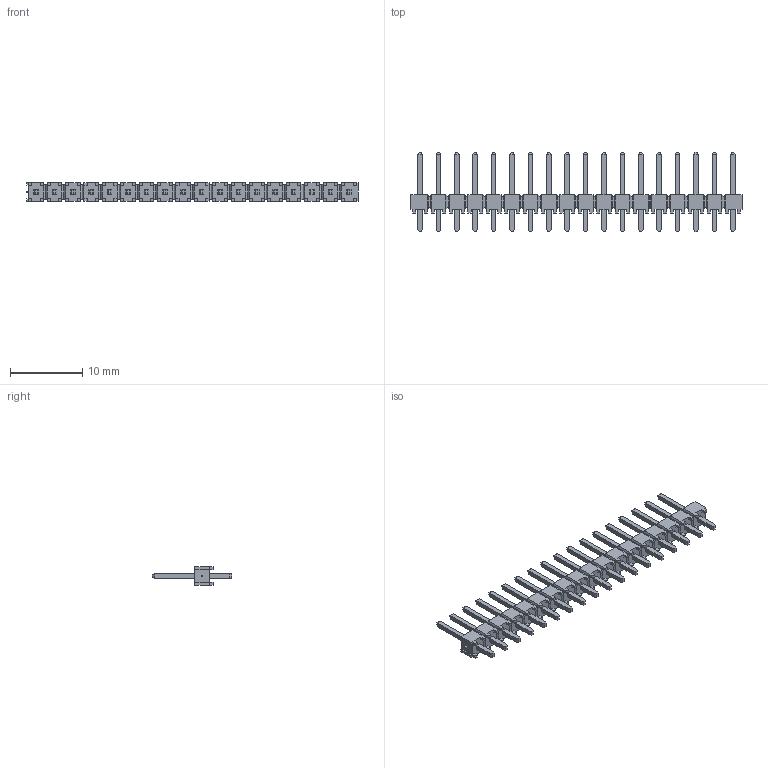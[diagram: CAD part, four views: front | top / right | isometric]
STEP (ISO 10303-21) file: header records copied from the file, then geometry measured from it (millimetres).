
FILE_DESCRIPTION (( 'STEP AP214' ), '1' );
FILE_NAME ('TSW-118-07-G-S.STEP', '2021-03-16T11:32:10', ( '' ), ( '' ), 'SwSTEP 2.0', 'SolidWorks 2018', '' );
FILE_SCHEMA (( 'AUTOMOTIVE_DESIGN' ));
Length unit declared in the file: millimetre
Products named in the file (3): TSW_118_07_G_S_3; TSW_118_07_G_S_5; TSW-118-07-G-S
Assembly tree (2 placements, depth 2):
  TSW-118-07-G-S
    TSW_118_07_G_S_3
    TSW_118_07_G_S_5
Bounding box: 45.85 x 10.92 x 2.54 mm (x, y, z)
Volume: 297.7 mm3; surface area: 1165.3 mm2
Topology: 2 solids, 2 shells, 907 faces, 2322 edges, 1456 vertices
Faces by surface type: plane 907
Entity records: 26690 total; most frequent: CARTESIAN_POINT 4690, ORIENTED_EDGE 4644, DIRECTION 4146, VECTOR 2322, LINE 2322, EDGE_CURVE 2322, VERTEX_POINT 1456, EDGE_LOOP 980
